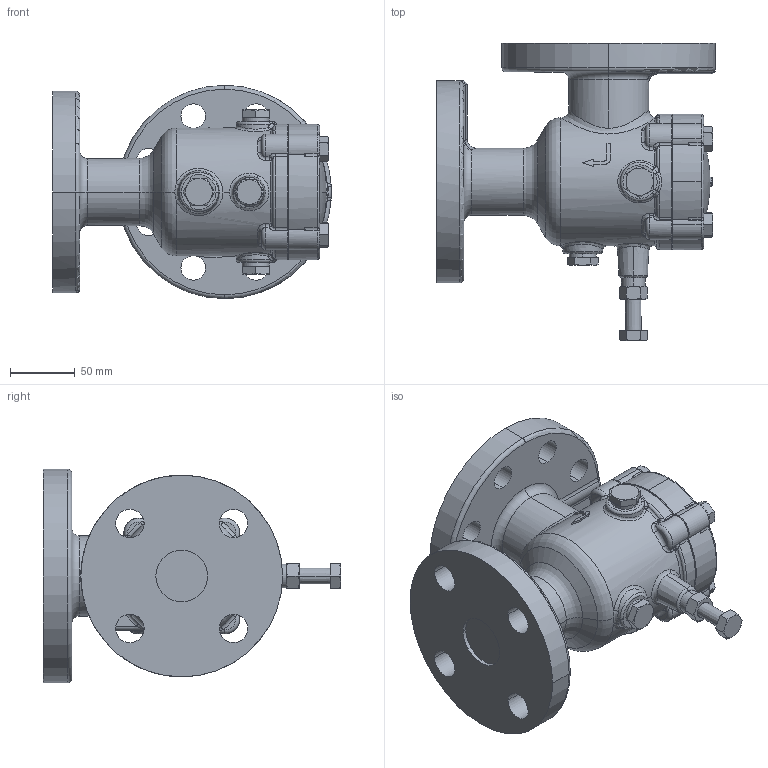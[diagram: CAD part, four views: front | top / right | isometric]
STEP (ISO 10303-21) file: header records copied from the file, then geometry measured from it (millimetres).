
FILE_DESCRIPTION (( 'STEP AP214' ), '1' );
FILE_NAME ('SD-2in_ 1 1-2in-250Lb.STEP', '2017-09-18T18:04:52', ( '' ), ( '' ), 'SwSTEP 2.0', 'SolidWorks 2013', '' );
FILE_SCHEMA (( 'AUTOMOTIVE_DESIGN' ));
Length unit declared in the file: inch
Products named in the file (4): X2SD-2in_ 1 1-2in-250Lb; X1SD-2in_ 1 1-2in-250Lb; SD-2in_ 1 1-2in-250Lb
Assembly tree (3 placements, depth 2):
  SD-2in_ 1 1-2in-250Lb
    SD-2in_ 1 1-2in-250Lb
    X1SD-2in_ 1 1-2in-250Lb
    X2SD-2in_ 1 1-2in-250Lb
Bounding box: 215.5 x 229.86 x 165 mm (x, y, z)
Volume: 2123889.1 mm3; surface area: 205688.1 mm2
Topology: 3 solids, 9 shells, 686 faces, 1702 edges, 1022 vertices
Faces by surface type: plane 259, cylinder 133, cone 121, bspline 99, torus 58, sphere 16
Entity records: 36743 total; most frequent: CARTESIAN_POINT 12190, ORIENTED_EDGE 3346, DIRECTION 3195, EDGE_CURVE 1673, AXIS2_PLACEMENT_3D 1365, VERTEX_POINT 1021, CIRCLE 772, EDGE_LOOP 734
